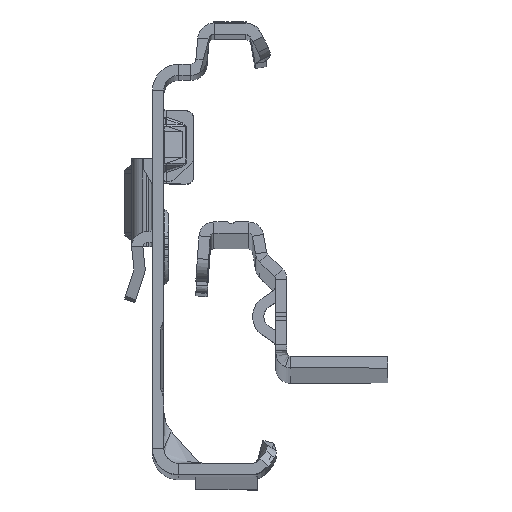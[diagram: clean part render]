
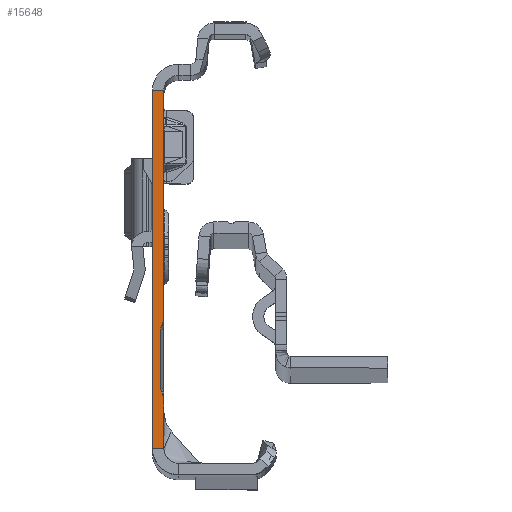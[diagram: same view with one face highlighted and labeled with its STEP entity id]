
A CAD part, top view. The second image highlights one B-rep face of the part: STEP entity #15648.
In plain terms, the highlighted planar face has unit normal (0, 0, 1).
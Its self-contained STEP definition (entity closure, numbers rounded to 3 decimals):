
#236 = CARTESIAN_POINT ( 'NONE',  ( 0.6, -17.865, 0. ) ) ;
#271 = VERTEX_POINT ( 'NONE', #12775 ) ;
#767 = EDGE_CURVE ( 'NONE', #9700, #7420, #9308, .T. ) ;
#831 = ORIENTED_EDGE ( 'NONE', *, *, #6860, .F. ) ;
#998 = CIRCLE ( 'NONE', #4484, 1. ) ;
#1003 = EDGE_CURVE ( 'NONE', #1595, #3458, #8589, .T. ) ;
#1082 = CARTESIAN_POINT ( 'NONE',  ( -0.4, -17.865, 0. ) ) ;
#1149 = CARTESIAN_POINT ( 'NONE',  ( 0., -25.865, 0. ) ) ;
#1163 = VECTOR ( 'NONE', #7447, 1000. ) ;
#1537 = DIRECTION ( 'NONE',  ( 0., 0., 1. ) ) ;
#1595 = VERTEX_POINT ( 'NONE', #2976 ) ;
#1793 = ORIENTED_EDGE ( 'NONE', *, *, #24904, .T. ) ;
#1806 = DIRECTION ( 'NONE',  ( 0., 0., -1. ) ) ;
#1839 = LINE ( 'NONE', #10057, #6919 ) ;
#2391 = EDGE_LOOP ( 'NONE', ( #19063, #5268, #14202, #1793, #15631, #831, #20821, #9570, #15062, #16263, #12181, #27117 ) ) ;
#2527 = CARTESIAN_POINT ( 'NONE',  ( 0., -19.499, 0. ) ) ;
#2976 = CARTESIAN_POINT ( 'NONE',  ( 0., 22.135, 0. ) ) ;
#3431 = EDGE_CURVE ( 'NONE', #25330, #22134, #7711, .T. ) ;
#3458 = VERTEX_POINT ( 'NONE', #15962 ) ;
#3633 = CARTESIAN_POINT ( 'NONE',  ( 0.6, -9.865, 0. ) ) ;
#3725 = CARTESIAN_POINT ( 'NONE',  ( -0.234, -18.442, 0. ) ) ;
#4484 = AXIS2_PLACEMENT_3D ( 'NONE', #3633, #18329, #12138 ) ;
#4514 = EDGE_CURVE ( 'NONE', #11372, #22699, #6574, .T. ) ;
#5149 = DIRECTION ( 'NONE',  ( -1., 0., 0. ) ) ;
#5253 = CARTESIAN_POINT ( 'NONE',  ( 0., 24.135, 0. ) ) ;
#5268 = ORIENTED_EDGE ( 'NONE', *, *, #19938, .F. ) ;
#5842 = CARTESIAN_POINT ( 'NONE',  ( -1.5, -25.865, 0. ) ) ;
#6055 = FACE_OUTER_BOUND ( 'NONE', #2391, .T. ) ;
#6113 = CARTESIAN_POINT ( 'NONE',  ( 0., 24.135, 0. ) ) ;
#6480 = EDGE_CURVE ( 'NONE', #21635, #9700, #12430, .T. ) ;
#6574 = CIRCLE ( 'NONE', #24089, 2.5 ) ;
#6860 = EDGE_CURVE ( 'NONE', #8914, #25330, #25046, .T. ) ;
#6919 = VECTOR ( 'NONE', #11994, 1000. ) ;
#7382 = DIRECTION ( 'NONE',  ( 0.423, -0.906, 0. ) ) ;
#7420 = VERTEX_POINT ( 'NONE', #3725 ) ;
#7447 = DIRECTION ( 'NONE',  ( -1., 0., 0. ) ) ;
#7552 = AXIS2_PLACEMENT_3D ( 'NONE', #16509, #1806, #14166 ) ;
#7711 = LINE ( 'NONE', #1149, #1163 ) ;
#7739 = CARTESIAN_POINT ( 'NONE',  ( -1.5, 24.135, 0. ) ) ;
#8046 = EDGE_CURVE ( 'NONE', #271, #14927, #998, .T. ) ;
#8319 = LINE ( 'NONE', #10499, #15873 ) ;
#8478 = DIRECTION ( 'NONE',  ( 0., 0., 1. ) ) ;
#8487 = AXIS2_PLACEMENT_3D ( 'NONE', #236, #8478, #21364 ) ;
#8589 = LINE ( 'NONE', #16845, #14760 ) ;
#8812 = VECTOR ( 'NONE', #9930, 1000. ) ;
#8914 = VERTEX_POINT ( 'NONE', #2527 ) ;
#9308 = LINE ( 'NONE', #13427, #25747 ) ;
#9388 = CARTESIAN_POINT ( 'NONE',  ( -2.5, -8.231, 0. ) ) ;
#9570 = ORIENTED_EDGE ( 'NONE', *, *, #767, .F. ) ;
#9700 = VERTEX_POINT ( 'NONE', #24717 ) ;
#9930 = DIRECTION ( 'NONE',  ( 0., -1., 0. ) ) ;
#10057 = CARTESIAN_POINT ( 'NONE',  ( -0.4, -9.865, 0. ) ) ;
#10162 = PLANE ( 'NONE',  #10618 ) ;
#10209 = EDGE_CURVE ( 'NONE', #14927, #21635, #1839, .T. ) ;
#10499 = CARTESIAN_POINT ( 'NONE',  ( -0.234, -9.288, 0. ) ) ;
#10618 = AXIS2_PLACEMENT_3D ( 'NONE', #24723, #1537, #27068 ) ;
#11372 = VERTEX_POINT ( 'NONE', #21613 ) ;
#11994 = DIRECTION ( 'NONE',  ( 0., -1., 0. ) ) ;
#12021 = VECTOR ( 'NONE', #20932, 1000. ) ;
#12138 = DIRECTION ( 'NONE',  ( -1., 0., 0. ) ) ;
#12181 = ORIENTED_EDGE ( 'NONE', *, *, #8046, .F. ) ;
#12430 = CIRCLE ( 'NONE', #8487, 1. ) ;
#12775 = CARTESIAN_POINT ( 'NONE',  ( -0.306, -9.443, 0. ) ) ;
#12867 = CARTESIAN_POINT ( 'NONE',  ( -0.4, -9.865, 0. ) ) ;
#13355 = DIRECTION ( 'NONE',  ( 0., -1., 0. ) ) ;
#13427 = CARTESIAN_POINT ( 'NONE',  ( -0.234, -18.442, 0. ) ) ;
#13921 = LINE ( 'NONE', #7739, #8812 ) ;
#14166 = DIRECTION ( 'NONE',  ( 1., 0., 0. ) ) ;
#14202 = ORIENTED_EDGE ( 'NONE', *, *, #1003, .T. ) ;
#14760 = VECTOR ( 'NONE', #22985, 1000. ) ;
#14927 = VERTEX_POINT ( 'NONE', #12867 ) ;
#15062 = ORIENTED_EDGE ( 'NONE', *, *, #6480, .F. ) ;
#15631 = ORIENTED_EDGE ( 'NONE', *, *, #3431, .F. ) ;
#15639 = EDGE_CURVE ( 'NONE', #7420, #8914, #18554, .T. ) ;
#15648 = ADVANCED_FACE ( 'NONE', ( #6055 ), #10162, .T. ) ;
#15873 = VECTOR ( 'NONE', #23106, 1000. ) ;
#15962 = CARTESIAN_POINT ( 'NONE',  ( -1.5, 22.135, 0. ) ) ;
#16263 = ORIENTED_EDGE ( 'NONE', *, *, #10209, .F. ) ;
#16464 = EDGE_CURVE ( 'NONE', #22699, #271, #8319, .T. ) ;
#16509 = CARTESIAN_POINT ( 'NONE',  ( -2.5, -19.499, 0. ) ) ;
#16845 = CARTESIAN_POINT ( 'NONE',  ( 0., 22.135, 0. ) ) ;
#18329 = DIRECTION ( 'NONE',  ( 0., 0., 1. ) ) ;
#18554 = CIRCLE ( 'NONE', #7552, 2.5 ) ;
#19063 = ORIENTED_EDGE ( 'NONE', *, *, #4514, .F. ) ;
#19938 = EDGE_CURVE ( 'NONE', #1595, #11372, #25999, .T. ) ;
#19994 = VECTOR ( 'NONE', #13355, 1000. ) ;
#20821 = ORIENTED_EDGE ( 'NONE', *, *, #15639, .F. ) ;
#20932 = DIRECTION ( 'NONE',  ( 0., -1., 0. ) ) ;
#20976 = CARTESIAN_POINT ( 'NONE',  ( 0., -25.865, 0. ) ) ;
#21364 = DIRECTION ( 'NONE',  ( 1., 0., 0. ) ) ;
#21613 = CARTESIAN_POINT ( 'NONE',  ( 0., -8.231, 0. ) ) ;
#21635 = VERTEX_POINT ( 'NONE', #1082 ) ;
#22134 = VERTEX_POINT ( 'NONE', #5842 ) ;
#22699 = VERTEX_POINT ( 'NONE', #23982 ) ;
#22985 = DIRECTION ( 'NONE',  ( -1., 0., 0. ) ) ;
#23106 = DIRECTION ( 'NONE',  ( -0.423, -0.906, 0. ) ) ;
#23515 = DIRECTION ( 'NONE',  ( 0., 0., -1. ) ) ;
#23982 = CARTESIAN_POINT ( 'NONE',  ( -0.234, -9.288, 0. ) ) ;
#24089 = AXIS2_PLACEMENT_3D ( 'NONE', #9388, #23515, #5149 ) ;
#24717 = CARTESIAN_POINT ( 'NONE',  ( -0.306, -18.288, 0. ) ) ;
#24723 = CARTESIAN_POINT ( 'NONE',  ( -1.5, 24.135, 0. ) ) ;
#24904 = EDGE_CURVE ( 'NONE', #3458, #22134, #13921, .T. ) ;
#25046 = LINE ( 'NONE', #6113, #12021 ) ;
#25330 = VERTEX_POINT ( 'NONE', #20976 ) ;
#25747 = VECTOR ( 'NONE', #7382, 1000. ) ;
#25999 = LINE ( 'NONE', #5253, #19994 ) ;
#27068 = DIRECTION ( 'NONE',  ( 0., -1., 0. ) ) ;
#27117 = ORIENTED_EDGE ( 'NONE', *, *, #16464, .F. ) ;
